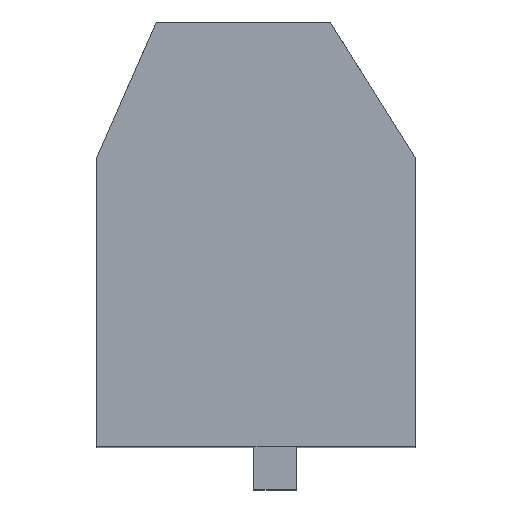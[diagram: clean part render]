
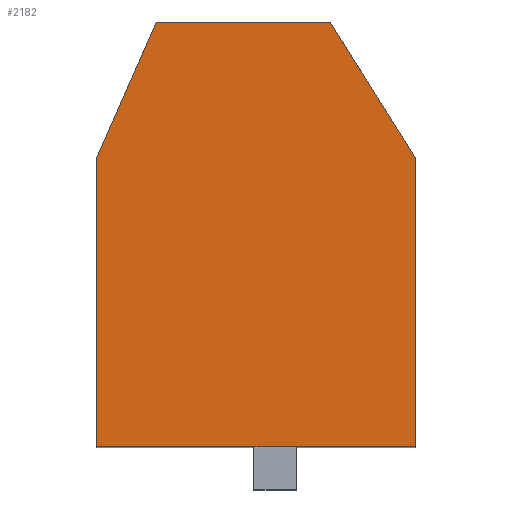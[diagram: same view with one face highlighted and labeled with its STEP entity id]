
A CAD part, top view. The second image highlights one B-rep face of the part: STEP entity #2182.
In plain terms, the highlighted planar face has unit normal (0, 0, 1).
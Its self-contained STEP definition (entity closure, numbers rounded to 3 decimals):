
#29 = CARTESIAN_POINT ( 'NONE',  ( 1.75, 10., 7.5 ) ) ;
#40 = CARTESIAN_POINT ( 'NONE',  ( 3.75, 0., 7.5 ) ) ;
#142 = CARTESIAN_POINT ( 'NONE',  ( 1.75, 10., 7.5 ) ) ;
#167 = DIRECTION ( 'NONE',  ( -1., 0., 0. ) ) ;
#356 = DIRECTION ( 'NONE',  ( 0., -1., 0. ) ) ;
#368 = CARTESIAN_POINT ( 'NONE',  ( -3.75, 0., 7.5 ) ) ;
#404 = CARTESIAN_POINT ( 'NONE',  ( -3.75, 0., 7.5 ) ) ;
#447 = EDGE_CURVE ( 'NONE', #755, #2205, #2539, .T. ) ;
#493 = LINE ( 'NONE', #404, #1803 ) ;
#519 = LINE ( 'NONE', #593, #1752 ) ;
#567 = VECTOR ( 'NONE', #167, 1000. ) ;
#582 = DIRECTION ( 'NONE',  ( 0., 1., 0. ) ) ;
#593 = CARTESIAN_POINT ( 'NONE',  ( 3.75, 0., 7.5 ) ) ;
#631 = FACE_OUTER_BOUND ( 'NONE', #911, .T. ) ;
#672 = VECTOR ( 'NONE', #1841, 1000. ) ;
#712 = AXIS2_PLACEMENT_3D ( 'NONE', #1136, #1080, #1012 ) ;
#714 = CARTESIAN_POINT ( 'NONE',  ( -2.35, 10., 7.5 ) ) ;
#755 = VERTEX_POINT ( 'NONE', #29 ) ;
#832 = VERTEX_POINT ( 'NONE', #3033 ) ;
#875 = LINE ( 'NONE', #1686, #2811 ) ;
#886 = VECTOR ( 'NONE', #356, 1000. ) ;
#911 = EDGE_LOOP ( 'NONE', ( #2454, #2603, #2683, #1372, #1596, #1938 ) ) ;
#1012 = DIRECTION ( 'NONE',  ( 1., 0., 0. ) ) ;
#1080 = DIRECTION ( 'NONE',  ( 0., 0., 1. ) ) ;
#1136 = CARTESIAN_POINT ( 'NONE',  ( -3.75, 10., 7.5 ) ) ;
#1138 = CARTESIAN_POINT ( 'NONE',  ( -3.75, 0., 7.5 ) ) ;
#1160 = PLANE ( 'NONE',  #712 ) ;
#1372 = ORIENTED_EDGE ( 'NONE', *, *, #2748, .T. ) ;
#1497 = DIRECTION ( 'NONE',  ( -0.401, -0.916, 0. ) ) ;
#1555 = EDGE_CURVE ( 'NONE', #2921, #3142, #519, .T. ) ;
#1596 = ORIENTED_EDGE ( 'NONE', *, *, #447, .T. ) ;
#1622 = EDGE_CURVE ( 'NONE', #832, #2583, #2825, .T. ) ;
#1686 = CARTESIAN_POINT ( 'NONE',  ( -2.35, 10., 7.5 ) ) ;
#1752 = VECTOR ( 'NONE', #582, 1000. ) ;
#1803 = VECTOR ( 'NONE', #2151, 1000. ) ;
#1841 = DIRECTION ( 'NONE',  ( -0.53, 0.848, 0. ) ) ;
#1893 = CARTESIAN_POINT ( 'NONE',  ( 3.75, 6.8, 7.5 ) ) ;
#1938 = ORIENTED_EDGE ( 'NONE', *, *, #2916, .T. ) ;
#1972 = LINE ( 'NONE', #1893, #672 ) ;
#2151 = DIRECTION ( 'NONE',  ( 1., 0., 0. ) ) ;
#2182 = ADVANCED_FACE ( 'NONE', ( #631 ), #1160, .T. ) ;
#2205 = VERTEX_POINT ( 'NONE', #714 ) ;
#2454 = ORIENTED_EDGE ( 'NONE', *, *, #1622, .T. ) ;
#2539 = LINE ( 'NONE', #142, #567 ) ;
#2583 = VERTEX_POINT ( 'NONE', #1138 ) ;
#2603 = ORIENTED_EDGE ( 'NONE', *, *, #3235, .T. ) ;
#2683 = ORIENTED_EDGE ( 'NONE', *, *, #1555, .T. ) ;
#2748 = EDGE_CURVE ( 'NONE', #3142, #755, #1972, .T. ) ;
#2811 = VECTOR ( 'NONE', #1497, 1000. ) ;
#2825 = LINE ( 'NONE', #368, #886 ) ;
#2916 = EDGE_CURVE ( 'NONE', #2205, #832, #875, .T. ) ;
#2921 = VERTEX_POINT ( 'NONE', #40 ) ;
#3033 = CARTESIAN_POINT ( 'NONE',  ( -3.75, 6.8, 7.5 ) ) ;
#3063 = CARTESIAN_POINT ( 'NONE',  ( 3.75, 6.8, 7.5 ) ) ;
#3142 = VERTEX_POINT ( 'NONE', #3063 ) ;
#3235 = EDGE_CURVE ( 'NONE', #2583, #2921, #493, .T. ) ;
